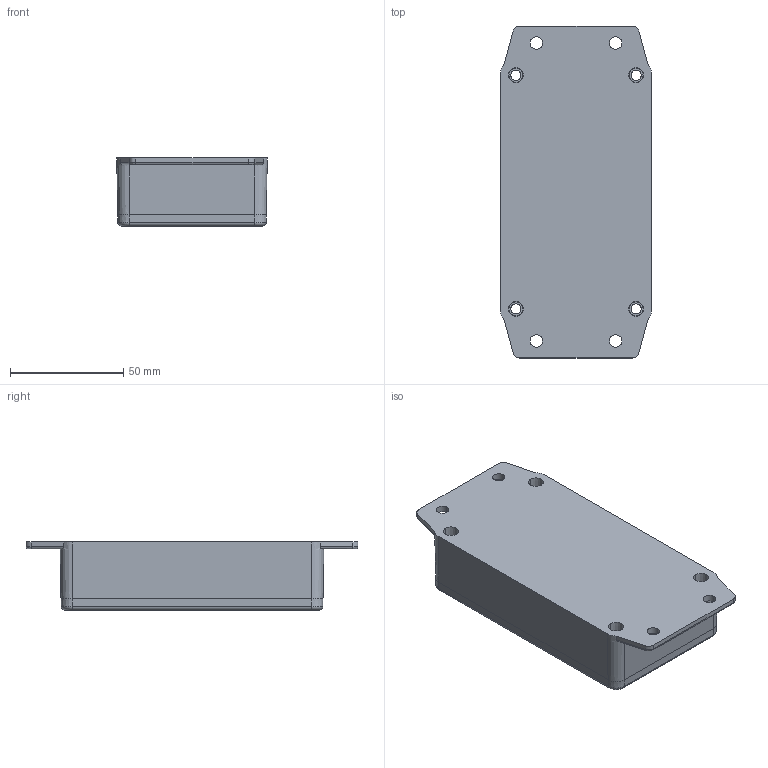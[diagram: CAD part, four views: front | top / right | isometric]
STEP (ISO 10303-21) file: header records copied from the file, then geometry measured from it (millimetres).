
FILE_DESCRIPTION (( 'STEP AP214' ), '1' );
FILE_NAME ('G106MF-IP67.STEP', '2019-04-03T03:08:54', ( '' ), ( '' ), 'SwSTEP 2.0', 'SolidWorks 2014', '' );
FILE_SCHEMA (( 'AUTOMOTIVE_DESIGN' ));
Length unit declared in the file: millimetre
Products named in the file (4): G106-COVER; G106-BASE; G106MF-IP67; G106-COVER-GASKET
Assembly tree (3 placements, depth 2):
  G106MF-IP67
    G106-BASE
    G106-COVER
    G106-COVER-GASKET
Bounding box: 66.37 x 146.37 x 30 mm (x, y, z)
Volume: 86916.2 mm3; surface area: 61130 mm2
Topology: 3 solids, 3 shells, 433 faces, 1112 edges, 704 vertices
Faces by surface type: cylinder 174, plane 165, bspline 50, cone 40, torus 4
Entity records: 22361 total; most frequent: CARTESIAN_POINT 7526, ORIENTED_EDGE 2220, DIRECTION 2099, EDGE_CURVE 1110, AXIS2_PLACEMENT_3D 761, VERTEX_POINT 704, LINE 577, VECTOR 577
